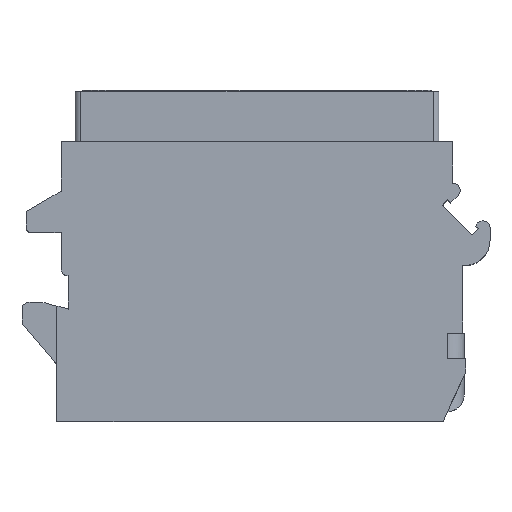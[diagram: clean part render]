
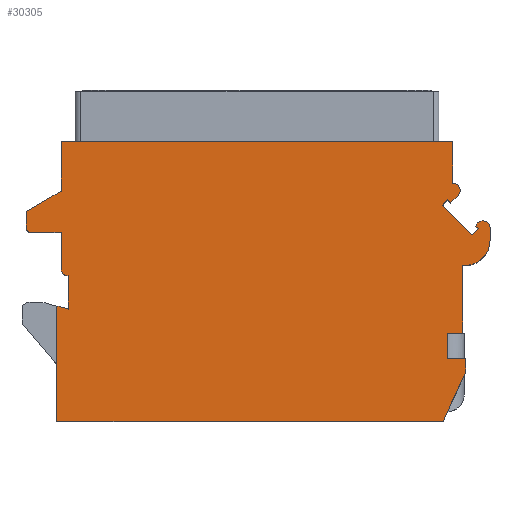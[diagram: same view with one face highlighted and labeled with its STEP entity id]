
A CAD part, top view. The second image highlights one B-rep face of the part: STEP entity #30305.
In plain terms, the highlighted planar face has unit normal (0, 0, 1).
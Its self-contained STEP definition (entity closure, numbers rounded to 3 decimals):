
#599=DIRECTION('',(-1.,0.,0.));
#600=VECTOR('',#599,1.1);
#601=CARTESIAN_POINT('',(14.7,6.3,7.));
#602=LINE('',#601,#600);
#603=DIRECTION('',(0.,-1.,0.));
#604=VECTOR('',#603,1.8);
#605=CARTESIAN_POINT('',(13.6,6.3,7.));
#606=LINE('',#605,#604);
#607=DIRECTION('',(1.,0.,0.));
#608=VECTOR('',#607,1.3);
#609=CARTESIAN_POINT('',(13.6,4.5,7.));
#610=LINE('',#609,#608);
#611=DIRECTION('',(0.,1.,0.));
#612=VECTOR('',#611,1.);
#613=CARTESIAN_POINT('',(14.9,3.5,7.));
#614=LINE('',#613,#612);
#615=DIRECTION('',(0.416,0.909,0.));
#616=VECTOR('',#615,3.848);
#617=CARTESIAN_POINT('',(13.3,0.,7.));
#618=LINE('',#617,#616);
#619=DIRECTION('',(1.,0.,0.));
#620=VECTOR('',#619,27.6);
#621=CARTESIAN_POINT('',(-14.3,0.,7.));
#622=LINE('',#621,#620);
#623=DIRECTION('',(0.,-1.,0.));
#624=VECTOR('',#623,8.232);
#625=CARTESIAN_POINT('',(-14.3,8.232,7.));
#626=LINE('',#625,#624);
#627=DIRECTION('',(-0.966,0.259,0.));
#628=VECTOR('',#627,0.828);
#629=CARTESIAN_POINT('',(-13.5,8.018,7.));
#630=LINE('',#629,#628);
#631=DIRECTION('',(0.,-1.,0.));
#632=VECTOR('',#631,2.382);
#633=CARTESIAN_POINT('',(-13.5,10.4,7.));
#634=LINE('',#633,#632);
#635=CARTESIAN_POINT('',(-13.5,10.9,7.));
#636=DIRECTION('',(0.,0.,1.));
#637=DIRECTION('',(-1.,0.,0.));
#638=AXIS2_PLACEMENT_3D('',#635,#636,#637);
#640=DIRECTION('',(0.,-1.,0.));
#641=VECTOR('',#640,2.6);
#642=CARTESIAN_POINT('',(-14.,13.5,7.));
#643=LINE('',#642,#641);
#644=DIRECTION('',(1.,0.,0.));
#645=VECTOR('',#644,2.2);
#646=CARTESIAN_POINT('',(-16.2,13.5,7.));
#647=LINE('',#646,#645);
#648=CARTESIAN_POINT('',(-16.2,13.8,7.));
#649=DIRECTION('',(0.,0.,1.));
#650=DIRECTION('',(-1.,0.,0.));
#651=AXIS2_PLACEMENT_3D('',#648,#649,#650);
#653=DIRECTION('',(0.,-1.,0.));
#654=VECTOR('',#653,1.2);
#655=CARTESIAN_POINT('',(-16.5,15.,7.));
#656=LINE('',#655,#654);
#657=DIRECTION('',(-0.866,-0.5,0.));
#658=VECTOR('',#657,2.887);
#659=CARTESIAN_POINT('',(-14.,16.443,7.));
#660=LINE('',#659,#658);
#661=DIRECTION('',(0.,-1.,0.));
#662=VECTOR('',#661,3.557);
#663=CARTESIAN_POINT('',(-14.,20.,7.));
#664=LINE('',#663,#662);
#665=DIRECTION('',(-1.,0.,0.));
#666=VECTOR('',#665,28.);
#667=CARTESIAN_POINT('',(14.,20.,7.));
#668=LINE('',#667,#666);
#669=DIRECTION('',(0.,1.,0.));
#670=VECTOR('',#669,3.);
#671=CARTESIAN_POINT('',(14.,17.,7.));
#672=LINE('',#671,#670);
#673=DIRECTION('',(-1.,0.,0.));
#674=VECTOR('',#673,0.01);
#675=CARTESIAN_POINT('',(14.01,17.,7.));
#676=LINE('',#675,#674);
#677=CARTESIAN_POINT('',(14.01,16.5,7.));
#678=DIRECTION('',(0.,0.,1.));
#679=DIRECTION('',(0.718,-0.696,0.));
#680=AXIS2_PLACEMENT_3D('',#677,#678,#679);
#682=DIRECTION('',(0.696,0.718,0.));
#683=VECTOR('',#682,0.738);
#684=CARTESIAN_POINT('',(13.856,15.622,7.));
#685=LINE('',#684,#683);
#686=DIRECTION('',(0.718,-0.696,0.));
#687=VECTOR('',#686,0.3);
#688=CARTESIAN_POINT('',(13.64,15.831,7.));
#689=LINE('',#688,#687);
#690=DIRECTION('',(0.696,0.718,0.));
#691=VECTOR('',#690,0.6);
#692=CARTESIAN_POINT('',(13.223,15.4,7.));
#693=LINE('',#692,#691);
#694=DIRECTION('',(-0.718,0.696,0.));
#695=VECTOR('',#694,3.);
#696=CARTESIAN_POINT('',(15.378,13.313,7.));
#697=LINE('',#696,#695);
#698=DIRECTION('',(-0.696,-0.718,0.));
#699=VECTOR('',#698,0.6);
#700=CARTESIAN_POINT('',(15.795,13.744,7.));
#701=LINE('',#700,#699);
#702=DIRECTION('',(0.718,-0.696,0.));
#703=VECTOR('',#702,0.3);
#704=CARTESIAN_POINT('',(15.58,13.953,7.));
#705=LINE('',#704,#703);
#706=DIRECTION('',(-0.696,-0.718,0.));
#707=VECTOR('',#706,0.303);
#708=CARTESIAN_POINT('',(15.791,14.17,7.));
#709=LINE('',#708,#707);
#710=CARTESIAN_POINT('',(16.15,13.822,7.));
#711=DIRECTION('',(0.,0.,1.));
#712=DIRECTION('',(1.,0.,0.));
#713=AXIS2_PLACEMENT_3D('',#710,#711,#712);
#715=DIRECTION('',(0.,1.,0.));
#716=VECTOR('',#715,0.893);
#717=CARTESIAN_POINT('',(16.65,12.93,7.));
#718=LINE('',#717,#716);
#719=CARTESIAN_POINT('',(14.85,12.93,7.));
#720=DIRECTION('',(0.,0.,1.));
#721=DIRECTION('',(-0.083,-0.997,0.));
#722=AXIS2_PLACEMENT_3D('',#719,#720,#721);
#724=DIRECTION('',(0.,1.,0.));
#725=VECTOR('',#724,4.836);
#726=CARTESIAN_POINT('',(14.7,6.3,7.));
#727=LINE('',#726,#725);
#25096=CARTESIAN_POINT('',(-14.,20.,7.));
#25097=CARTESIAN_POINT('',(-14.,16.443,7.));
#25098=VERTEX_POINT('',#25096);
#25099=VERTEX_POINT('',#25097);
#25100=CARTESIAN_POINT('',(-16.5,15.,7.));
#25101=VERTEX_POINT('',#25100);
#25102=CARTESIAN_POINT('',(-16.5,13.8,7.));
#25103=VERTEX_POINT('',#25102);
#25104=CARTESIAN_POINT('',(-16.2,13.5,7.));
#25105=VERTEX_POINT('',#25104);
#25106=CARTESIAN_POINT('',(-14.,13.5,7.));
#25107=VERTEX_POINT('',#25106);
#25108=CARTESIAN_POINT('',(-14.,10.9,7.));
#25109=VERTEX_POINT('',#25108);
#25110=CARTESIAN_POINT('',(-13.5,10.4,7.));
#25111=VERTEX_POINT('',#25110);
#25112=CARTESIAN_POINT('',(-13.5,8.018,7.));
#25113=VERTEX_POINT('',#25112);
#25114=CARTESIAN_POINT('',(-14.3,8.232,7.));
#25115=VERTEX_POINT('',#25114);
#25116=CARTESIAN_POINT('',(-14.3,0.,7.));
#25117=VERTEX_POINT('',#25116);
#25118=CARTESIAN_POINT('',(13.3,0.,7.));
#25119=VERTEX_POINT('',#25118);
#25120=CARTESIAN_POINT('',(14.9,3.5,7.));
#25121=VERTEX_POINT('',#25120);
#25122=CARTESIAN_POINT('',(14.7,11.136,7.));
#25123=CARTESIAN_POINT('',(16.65,12.93,7.));
#25124=VERTEX_POINT('',#25122);
#25125=VERTEX_POINT('',#25123);
#25126=CARTESIAN_POINT('',(16.65,13.822,7.));
#25127=VERTEX_POINT('',#25126);
#25128=CARTESIAN_POINT('',(15.791,14.17,7.));
#25129=VERTEX_POINT('',#25128);
#25130=CARTESIAN_POINT('',(15.58,13.953,7.));
#25131=VERTEX_POINT('',#25130);
#25132=CARTESIAN_POINT('',(15.795,13.744,7.));
#25133=VERTEX_POINT('',#25132);
#25134=CARTESIAN_POINT('',(15.378,13.313,7.));
#25135=VERTEX_POINT('',#25134);
#25136=CARTESIAN_POINT('',(13.223,15.4,7.));
#25137=VERTEX_POINT('',#25136);
#25138=CARTESIAN_POINT('',(13.64,15.831,7.));
#25139=VERTEX_POINT('',#25138);
#25140=CARTESIAN_POINT('',(13.856,15.622,7.));
#25141=VERTEX_POINT('',#25140);
#25142=CARTESIAN_POINT('',(14.369,16.152,7.));
#25143=VERTEX_POINT('',#25142);
#25144=CARTESIAN_POINT('',(14.01,17.,7.));
#25145=VERTEX_POINT('',#25144);
#25146=CARTESIAN_POINT('',(14.,17.,7.));
#25147=VERTEX_POINT('',#25146);
#25148=CARTESIAN_POINT('',(14.,20.,7.));
#25149=VERTEX_POINT('',#25148);
#25182=CARTESIAN_POINT('',(14.7,6.3,7.));
#25183=CARTESIAN_POINT('',(13.6,6.3,7.));
#25184=VERTEX_POINT('',#25182);
#25185=VERTEX_POINT('',#25183);
#25186=CARTESIAN_POINT('',(13.6,4.5,7.));
#25187=VERTEX_POINT('',#25186);
#25188=CARTESIAN_POINT('',(14.9,4.5,7.));
#25189=VERTEX_POINT('',#25188);
#30267=CARTESIAN_POINT('',(0.,0.,7.));
#30268=DIRECTION('',(0.,0.,1.));
#30269=DIRECTION('',(1.,0.,0.));
#30270=AXIS2_PLACEMENT_3D('',#30267,#30268,#30269);
#30271=PLANE('',#30270);
#30272=ORIENTED_EDGE('',*,*,#29687,.T.);
#30273=ORIENTED_EDGE('',*,*,#29702,.T.);
#30274=ORIENTED_EDGE('',*,*,#29719,.T.);
#30275=ORIENTED_EDGE('',*,*,#29746,.F.);
#30276=ORIENTED_EDGE('',*,*,#29759,.F.);
#30277=ORIENTED_EDGE('',*,*,#29779,.F.);
#30278=ORIENTED_EDGE('',*,*,#29798,.F.);
#30279=ORIENTED_EDGE('',*,*,#29841,.F.);
#30280=ORIENTED_EDGE('',*,*,#29923,.F.);
#30281=ORIENTED_EDGE('',*,*,#29937,.F.);
#30282=ORIENTED_EDGE('',*,*,#29951,.F.);
#30283=ORIENTED_EDGE('',*,*,#29965,.F.);
#30284=ORIENTED_EDGE('',*,*,#29979,.F.);
#30285=ORIENTED_EDGE('',*,*,#29993,.F.);
#30286=ORIENTED_EDGE('',*,*,#30007,.F.);
#30287=ORIENTED_EDGE('',*,*,#30021,.F.);
#30288=ORIENTED_EDGE('',*,*,#30035,.F.);
#30289=ORIENTED_EDGE('',*,*,#30067,.F.);
#30290=ORIENTED_EDGE('',*,*,#30081,.F.);
#30291=ORIENTED_EDGE('',*,*,#30095,.F.);
#30292=ORIENTED_EDGE('',*,*,#30109,.F.);
#30293=ORIENTED_EDGE('',*,*,#30123,.F.);
#30294=ORIENTED_EDGE('',*,*,#30137,.F.);
#30295=ORIENTED_EDGE('',*,*,#30151,.F.);
#30296=ORIENTED_EDGE('',*,*,#30165,.F.);
#30297=ORIENTED_EDGE('',*,*,#30179,.F.);
#30298=ORIENTED_EDGE('',*,*,#30193,.F.);
#30299=ORIENTED_EDGE('',*,*,#30207,.F.);
#30300=ORIENTED_EDGE('',*,*,#30221,.F.);
#30301=ORIENTED_EDGE('',*,*,#30235,.F.);
#30302=ORIENTED_EDGE('',*,*,#30249,.F.);
#30303=EDGE_LOOP('',(#30272,#30273,#30274,#30275,#30276,#30277,#30278,#30279,
#30280,#30281,#30282,#30283,#30284,#30285,#30286,#30287,#30288,#30289,#30290,
#30291,#30292,#30293,#30294,#30295,#30296,#30297,#30298,#30299,#30300,#30301,
#30302));
#30304=FACE_OUTER_BOUND('',#30303,.F.);
#30305=ADVANCED_FACE('',(#30304),#30271,.T.);
#639=CIRCLE('',#638,0.5);
#652=CIRCLE('',#651,0.3);
#681=CIRCLE('',#680,0.5);
#714=CIRCLE('',#713,0.5);
#723=CIRCLE('',#722,1.8);
#29687=EDGE_CURVE('',#25184,#25185,#602,.T.);
#29702=EDGE_CURVE('',#25185,#25187,#606,.T.);
#29719=EDGE_CURVE('',#25187,#25189,#610,.T.);
#29746=EDGE_CURVE('',#25121,#25189,#614,.T.);
#29759=EDGE_CURVE('',#25119,#25121,#618,.T.);
#29779=EDGE_CURVE('',#25117,#25119,#622,.T.);
#29798=EDGE_CURVE('',#25115,#25117,#626,.T.);
#29841=EDGE_CURVE('',#25113,#25115,#630,.T.);
#29923=EDGE_CURVE('',#25111,#25113,#634,.T.);
#29937=EDGE_CURVE('',#25109,#25111,#639,.T.);
#29951=EDGE_CURVE('',#25107,#25109,#643,.T.);
#29965=EDGE_CURVE('',#25105,#25107,#647,.T.);
#29979=EDGE_CURVE('',#25103,#25105,#652,.T.);
#29993=EDGE_CURVE('',#25101,#25103,#656,.T.);
#30007=EDGE_CURVE('',#25099,#25101,#660,.T.);
#30021=EDGE_CURVE('',#25098,#25099,#664,.T.);
#30035=EDGE_CURVE('',#25149,#25098,#668,.T.);
#30067=EDGE_CURVE('',#25147,#25149,#672,.T.);
#30081=EDGE_CURVE('',#25145,#25147,#676,.T.);
#30095=EDGE_CURVE('',#25143,#25145,#681,.T.);
#30109=EDGE_CURVE('',#25141,#25143,#685,.T.);
#30123=EDGE_CURVE('',#25139,#25141,#689,.T.);
#30137=EDGE_CURVE('',#25137,#25139,#693,.T.);
#30151=EDGE_CURVE('',#25135,#25137,#697,.T.);
#30165=EDGE_CURVE('',#25133,#25135,#701,.T.);
#30179=EDGE_CURVE('',#25131,#25133,#705,.T.);
#30193=EDGE_CURVE('',#25129,#25131,#709,.T.);
#30207=EDGE_CURVE('',#25127,#25129,#714,.T.);
#30221=EDGE_CURVE('',#25125,#25127,#718,.T.);
#30235=EDGE_CURVE('',#25124,#25125,#723,.T.);
#30249=EDGE_CURVE('',#25184,#25124,#727,.T.);
